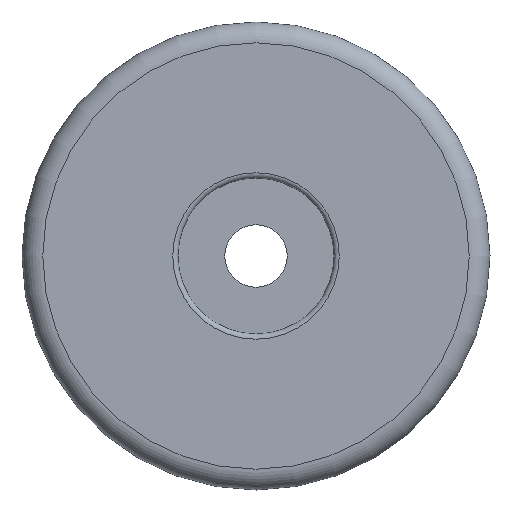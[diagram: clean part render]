
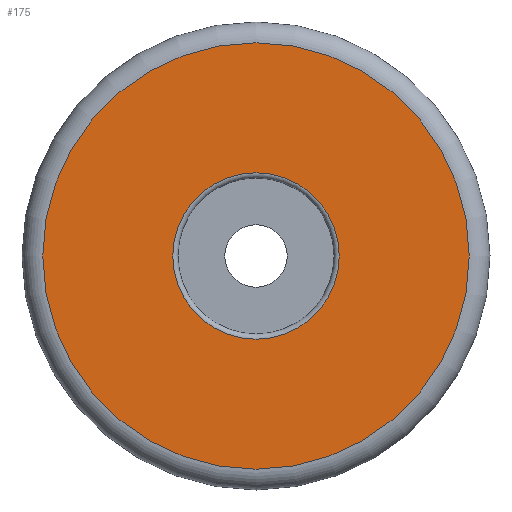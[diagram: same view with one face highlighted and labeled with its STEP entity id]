
A CAD part, left-side view. The second image highlights one B-rep face of the part: STEP entity #175.
In plain terms, the highlighted planar face has unit normal (-1, 0, 0).
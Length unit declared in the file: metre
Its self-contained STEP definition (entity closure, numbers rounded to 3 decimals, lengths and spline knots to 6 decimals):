
#18=PLANE('',#210);
#29=ORIENTED_EDGE('',*,*,#61,.T.);
#30=ORIENTED_EDGE('',*,*,#62,.T.);
#61=EDGE_CURVE('',#77,#77,#93,.T.);
#62=EDGE_CURVE('',#78,#78,#94,.F.);
#77=VERTEX_POINT('',#317);
#78=VERTEX_POINT('',#319);
#93=CIRCLE('',#211,0.008);
#94=CIRCLE('',#212,0.0205);
#109=EDGE_LOOP('',(#29));
#110=EDGE_LOOP('',(#30));
#141=FACE_BOUND('',#109,.T.);
#142=FACE_BOUND('',#110,.T.);
#175=ADVANCED_FACE('',(#141,#142),#18,.F.);
#210=AXIS2_PLACEMENT_3D('',#315,#253,#254);
#211=AXIS2_PLACEMENT_3D('',#316,#255,#256);
#212=AXIS2_PLACEMENT_3D('',#318,#257,#258);
#253=DIRECTION('',(1.,0.,0.));
#254=DIRECTION('',(0.,1.,0.));
#255=DIRECTION('',(1.,0.,0.));
#256=DIRECTION('',(0.,0.,-1.));
#257=DIRECTION('',(1.,0.,0.));
#258=DIRECTION('',(0.,0.,-1.));
#315=CARTESIAN_POINT('',(0.,0.,0.));
#316=CARTESIAN_POINT('',(0.,0.,0.));
#317=CARTESIAN_POINT('',(0.,0.,-0.008));
#318=CARTESIAN_POINT('',(0.,0.,0.));
#319=CARTESIAN_POINT('',(0.,0.,-0.0205));
